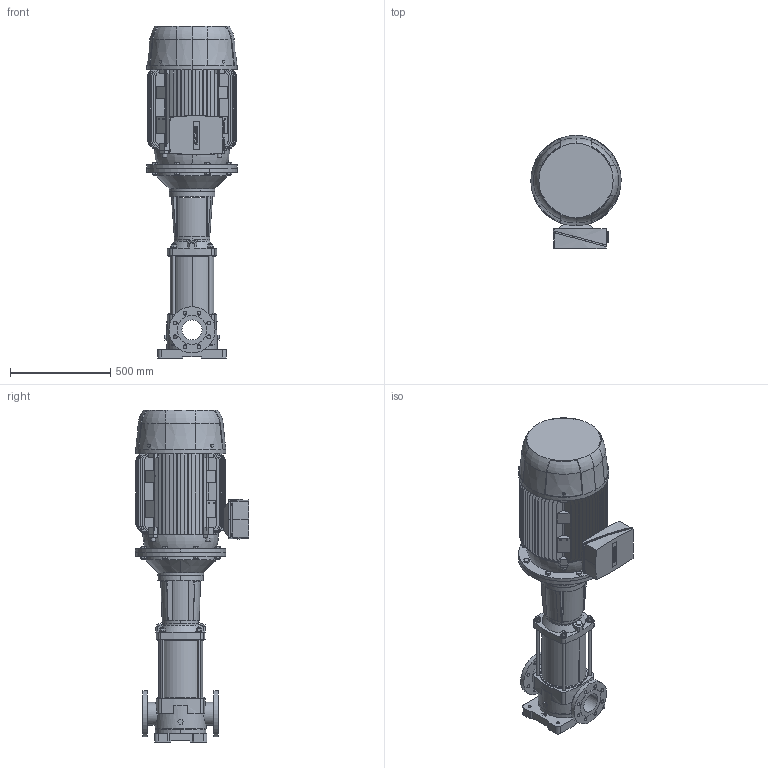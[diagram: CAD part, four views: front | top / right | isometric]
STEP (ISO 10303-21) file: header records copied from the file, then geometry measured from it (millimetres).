
FILE_DESCRIPTION (( 'STEP AP203' ), '1' );
FILE_NAME ('4.93.632.36swa00.step', '2023-05-04T10:13:49', ( '' ), ( '' ), 'SwSTEP 2.0', 'SolidWorks 2020', '' );
FILE_SCHEMA (( 'CONFIG_CONTROL_DESIGN' ));
Length unit declared in the file: millimetre
Products named in the file (5): Copia di M16x55_UNI_5727^4.93.632.36swa00; 4.93.632.36swa00; Copia di 4_93_631_16_REV00^4.93.632.36swa00; Copia di M16x2_ingombro^4.93.632.36swa00; Copia di 10017785swn00^4.93.632.36swa00
Assembly tree (18 placements, depth 2):
  4.93.632.36swa00
    Copia di 4_93_631_16_REV00^4.93.632.36swa00
    Copia di M16x55_UNI_5727^4.93.632.36swa00  x8
    Copia di M16x2_ingombro^4.93.632.36swa00  x8
    Copia di 10017785swn00^4.93.632.36swa00
Bounding box: 450 x 563 x 1654 mm (x, y, z)
Volume: 104646923.4 mm3; surface area: 5688433 mm2
Topology: 41 solids, 41 shells, 1788 faces, 4646 edges, 3016 vertices
Faces by surface type: plane 938, cylinder 505, cone 183, torus 134, bspline 28
Entity records: 56999 total; most frequent: CARTESIAN_POINT 19126, ORIENTED_EDGE 7984, DIRECTION 7284, EDGE_CURVE 3992, VERTEX_POINT 2638, AXIS2_PLACEMENT_3D 2535, LINE 2214, VECTOR 2214
